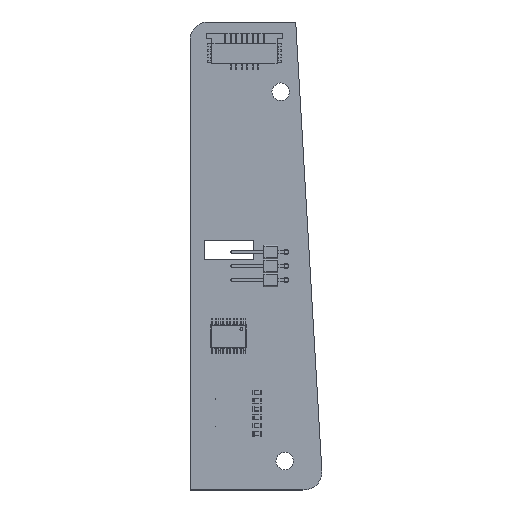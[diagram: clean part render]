
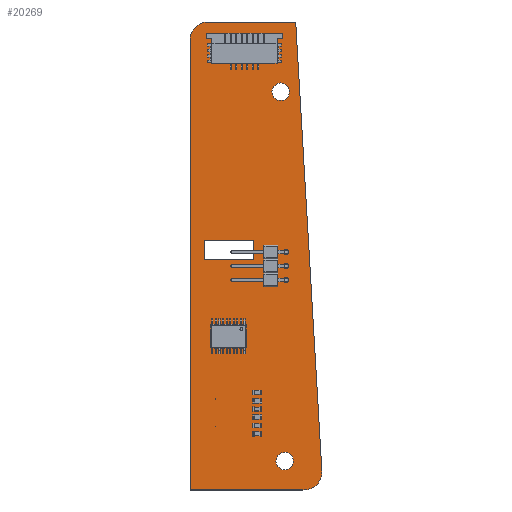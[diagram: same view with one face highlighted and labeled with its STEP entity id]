
A CAD part, top view. The second image highlights one B-rep face of the part: STEP entity #20269.
In plain terms, the highlighted planar face has unit normal (0, 0, 1).
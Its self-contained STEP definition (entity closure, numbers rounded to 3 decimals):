
#20013 = VERTEX_POINT('',#20014);
#20014 = CARTESIAN_POINT('',(103.75,-131.25,1.6));
#20020 = EDGE_CURVE('',#20013,#20021,#20023,.T.);
#20021 = VERTEX_POINT('',#20022);
#20022 = CARTESIAN_POINT('',(100.25,-135.,1.6));
#20023 = CIRCLE('',#20024,3.297);
#20024 = AXIS2_PLACEMENT_3D('',#20025,#20026,#20027);
#20025 = CARTESIAN_POINT('',(100.485,-131.711,1.6));
#20026 = DIRECTION('',(0.,0.,-1.));
#20027 = DIRECTION('',(0.99,0.14,0.));
#20055 = VERTEX_POINT('',#20056);
#20056 = CARTESIAN_POINT('',(99.,-49.784,1.6));
#20062 = EDGE_CURVE('',#20055,#20013,#20063,.T.);
#20063 = LINE('',#20064,#20065);
#20064 = CARTESIAN_POINT('',(99.,-49.784,1.6));
#20065 = VECTOR('',#20066,1.);
#20066 = DIRECTION('',(0.058,-0.998,0.));
#20084 = EDGE_CURVE('',#20021,#20085,#20087,.T.);
#20085 = VERTEX_POINT('',#20086);
#20086 = CARTESIAN_POINT('',(79.8,-135.,1.6));
#20087 = LINE('',#20088,#20089);
#20088 = CARTESIAN_POINT('',(100.25,-135.,1.6));
#20089 = VECTOR('',#20090,1.);
#20090 = DIRECTION('',(-1.,0.,0.));
#20269 = ADVANCED_FACE('',(#20270,#20298,#20309,#20320,#20338,#20356,
    #20367,#20378,#20389),#20423,.F.);
#20270 = FACE_BOUND('',#20271,.F.);
#20271 = EDGE_LOOP('',(#20272,#20273,#20274,#20282,#20291,#20297));
#20272 = ORIENTED_EDGE('',*,*,#20020,.T.);
#20273 = ORIENTED_EDGE('',*,*,#20084,.T.);
#20274 = ORIENTED_EDGE('',*,*,#20275,.T.);
#20275 = EDGE_CURVE('',#20085,#20276,#20278,.T.);
#20276 = VERTEX_POINT('',#20277);
#20277 = CARTESIAN_POINT('',(79.756,-53.086,1.6));
#20278 = LINE('',#20279,#20280);
#20279 = CARTESIAN_POINT('',(79.8,-135.,1.6));
#20280 = VECTOR('',#20281,1.);
#20281 = DIRECTION('',(-0.001,1.,0.));
#20282 = ORIENTED_EDGE('',*,*,#20283,.T.);
#20283 = EDGE_CURVE('',#20276,#20284,#20286,.T.);
#20284 = VERTEX_POINT('',#20285);
#20285 = CARTESIAN_POINT('',(83.058,-49.784,1.6));
#20286 = CIRCLE('',#20287,3.302);
#20287 = AXIS2_PLACEMENT_3D('',#20288,#20289,#20290);
#20288 = CARTESIAN_POINT('',(83.058,-53.086,1.6));
#20289 = DIRECTION('',(0.,0.,-1.));
#20290 = DIRECTION('',(-1.,0.,-0.));
#20291 = ORIENTED_EDGE('',*,*,#20292,.T.);
#20292 = EDGE_CURVE('',#20284,#20055,#20293,.T.);
#20293 = LINE('',#20294,#20295);
#20294 = CARTESIAN_POINT('',(83.058,-49.784,1.6));
#20295 = VECTOR('',#20296,1.);
#20296 = DIRECTION('',(1.,0.,0.));
#20297 = ORIENTED_EDGE('',*,*,#20062,.T.);
#20298 = FACE_BOUND('',#20299,.F.);
#20299 = EDGE_LOOP('',(#20300));
#20300 = ORIENTED_EDGE('',*,*,#20301,.F.);
#20301 = EDGE_CURVE('',#20302,#20302,#20304,.T.);
#20302 = VERTEX_POINT('',#20303);
#20303 = CARTESIAN_POINT('',(97.,-131.35,1.6));
#20304 = CIRCLE('',#20305,1.6);
#20305 = AXIS2_PLACEMENT_3D('',#20306,#20307,#20308);
#20306 = CARTESIAN_POINT('',(97.,-129.75,1.6));
#20307 = DIRECTION('',(-0.,0.,-1.));
#20308 = DIRECTION('',(-0.,-1.,0.));
#20309 = FACE_BOUND('',#20310,.F.);
#20310 = EDGE_LOOP('',(#20311));
#20311 = ORIENTED_EDGE('',*,*,#20312,.F.);
#20312 = EDGE_CURVE('',#20313,#20313,#20315,.T.);
#20313 = VERTEX_POINT('',#20314);
#20314 = CARTESIAN_POINT('',(97.25,-97.25,1.6));
#20315 = CIRCLE('',#20316,0.5);
#20316 = AXIS2_PLACEMENT_3D('',#20317,#20318,#20319);
#20317 = CARTESIAN_POINT('',(97.25,-96.75,1.6));
#20318 = DIRECTION('',(-0.,0.,-1.));
#20319 = DIRECTION('',(-0.,-1.,0.));
#20320 = FACE_BOUND('',#20321,.F.);
#20321 = EDGE_LOOP('',(#20322,#20332));
#20322 = ORIENTED_EDGE('',*,*,#20323,.T.);
#20323 = EDGE_CURVE('',#20324,#20326,#20328,.T.);
#20324 = VERTEX_POINT('',#20325);
#20325 = CARTESIAN_POINT('',(84.413,-123.479,1.6));
#20326 = VERTEX_POINT('',#20327);
#20327 = CARTESIAN_POINT('',(84.416,-123.404,1.6));
#20328 = LINE('',#20329,#20330);
#20329 = CARTESIAN_POINT('',(84.413,-123.479,1.6));
#20330 = VECTOR('',#20331,1.);
#20331 = DIRECTION('',(0.034,0.999,0.));
#20332 = ORIENTED_EDGE('',*,*,#20333,.T.);
#20333 = EDGE_CURVE('',#20326,#20324,#20334,.T.);
#20334 = LINE('',#20335,#20336);
#20335 = CARTESIAN_POINT('',(84.416,-123.404,1.6));
#20336 = VECTOR('',#20337,1.);
#20337 = DIRECTION('',(-0.034,-0.999,0.));
#20338 = FACE_BOUND('',#20339,.F.);
#20339 = EDGE_LOOP('',(#20340,#20350));
#20340 = ORIENTED_EDGE('',*,*,#20341,.T.);
#20341 = EDGE_CURVE('',#20342,#20344,#20346,.T.);
#20342 = VERTEX_POINT('',#20343);
#20343 = CARTESIAN_POINT('',(84.413,-118.479,1.6));
#20344 = VERTEX_POINT('',#20345);
#20345 = CARTESIAN_POINT('',(84.416,-118.404,1.6));
#20346 = LINE('',#20347,#20348);
#20347 = CARTESIAN_POINT('',(84.413,-118.479,1.6));
#20348 = VECTOR('',#20349,1.);
#20349 = DIRECTION('',(0.034,0.999,0.));
#20350 = ORIENTED_EDGE('',*,*,#20351,.T.);
#20351 = EDGE_CURVE('',#20344,#20342,#20352,.T.);
#20352 = LINE('',#20353,#20354);
#20353 = CARTESIAN_POINT('',(84.416,-118.404,1.6));
#20354 = VECTOR('',#20355,1.);
#20355 = DIRECTION('',(-0.034,-0.999,0.));
#20356 = FACE_BOUND('',#20357,.F.);
#20357 = EDGE_LOOP('',(#20358));
#20358 = ORIENTED_EDGE('',*,*,#20359,.F.);
#20359 = EDGE_CURVE('',#20360,#20360,#20362,.T.);
#20360 = VERTEX_POINT('',#20361);
#20361 = CARTESIAN_POINT('',(97.25,-94.71,1.6));
#20362 = CIRCLE('',#20363,0.5);
#20363 = AXIS2_PLACEMENT_3D('',#20364,#20365,#20366);
#20364 = CARTESIAN_POINT('',(97.25,-94.21,1.6));
#20365 = DIRECTION('',(-0.,0.,-1.));
#20366 = DIRECTION('',(-0.,-1.,0.));
#20367 = FACE_BOUND('',#20368,.F.);
#20368 = EDGE_LOOP('',(#20369));
#20369 = ORIENTED_EDGE('',*,*,#20370,.F.);
#20370 = EDGE_CURVE('',#20371,#20371,#20373,.T.);
#20371 = VERTEX_POINT('',#20372);
#20372 = CARTESIAN_POINT('',(97.25,-92.17,1.6));
#20373 = CIRCLE('',#20374,0.5);
#20374 = AXIS2_PLACEMENT_3D('',#20375,#20376,#20377);
#20375 = CARTESIAN_POINT('',(97.25,-91.67,1.6));
#20376 = DIRECTION('',(-0.,0.,-1.));
#20377 = DIRECTION('',(-0.,-1.,0.));
#20378 = FACE_BOUND('',#20379,.F.);
#20379 = EDGE_LOOP('',(#20380));
#20380 = ORIENTED_EDGE('',*,*,#20381,.F.);
#20381 = EDGE_CURVE('',#20382,#20382,#20384,.T.);
#20382 = VERTEX_POINT('',#20383);
#20383 = CARTESIAN_POINT('',(96.266,-64.084,1.6));
#20384 = CIRCLE('',#20385,1.6);
#20385 = AXIS2_PLACEMENT_3D('',#20386,#20387,#20388);
#20386 = CARTESIAN_POINT('',(96.266,-62.484,1.6));
#20387 = DIRECTION('',(-0.,0.,-1.));
#20388 = DIRECTION('',(0.,-1.,-0.));
#20389 = FACE_BOUND('',#20390,.F.);
#20390 = EDGE_LOOP('',(#20391,#20401,#20409,#20417));
#20391 = ORIENTED_EDGE('',*,*,#20392,.T.);
#20392 = EDGE_CURVE('',#20393,#20395,#20397,.T.);
#20393 = VERTEX_POINT('',#20394);
#20394 = CARTESIAN_POINT('',(82.33,-93.,1.6));
#20395 = VERTEX_POINT('',#20396);
#20396 = CARTESIAN_POINT('',(91.33,-93.,1.6));
#20397 = LINE('',#20398,#20399);
#20398 = CARTESIAN_POINT('',(82.33,-93.,1.6));
#20399 = VECTOR('',#20400,1.);
#20400 = DIRECTION('',(1.,0.,0.));
#20401 = ORIENTED_EDGE('',*,*,#20402,.T.);
#20402 = EDGE_CURVE('',#20395,#20403,#20405,.T.);
#20403 = VERTEX_POINT('',#20404);
#20404 = CARTESIAN_POINT('',(91.33,-89.5,1.6));
#20405 = LINE('',#20406,#20407);
#20406 = CARTESIAN_POINT('',(91.33,-93.,1.6));
#20407 = VECTOR('',#20408,1.);
#20408 = DIRECTION('',(0.,1.,0.));
#20409 = ORIENTED_EDGE('',*,*,#20410,.T.);
#20410 = EDGE_CURVE('',#20403,#20411,#20413,.T.);
#20411 = VERTEX_POINT('',#20412);
#20412 = CARTESIAN_POINT('',(82.33,-89.5,1.6));
#20413 = LINE('',#20414,#20415);
#20414 = CARTESIAN_POINT('',(91.33,-89.5,1.6));
#20415 = VECTOR('',#20416,1.);
#20416 = DIRECTION('',(-1.,0.,0.));
#20417 = ORIENTED_EDGE('',*,*,#20418,.T.);
#20418 = EDGE_CURVE('',#20411,#20393,#20419,.T.);
#20419 = LINE('',#20420,#20421);
#20420 = CARTESIAN_POINT('',(82.33,-89.5,1.6));
#20421 = VECTOR('',#20422,1.);
#20422 = DIRECTION('',(0.,-1.,0.));
#20423 = PLANE('',#20424);
#20424 = AXIS2_PLACEMENT_3D('',#20425,#20426,#20427);
#20425 = CARTESIAN_POINT('',(90.637,-93.345,1.6));
#20426 = DIRECTION('',(-0.,-0.,-1.));
#20427 = DIRECTION('',(-1.,0.,0.));
